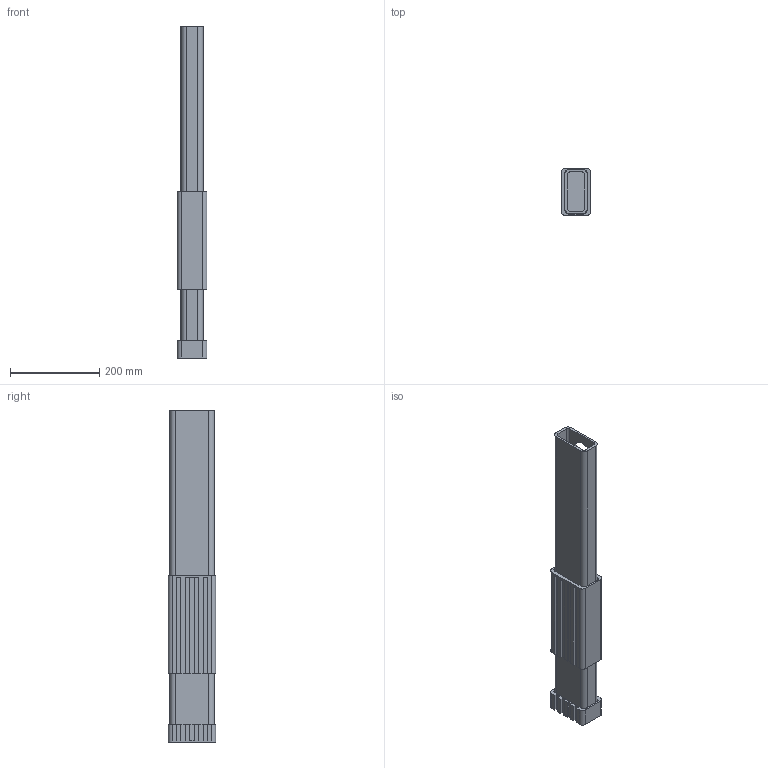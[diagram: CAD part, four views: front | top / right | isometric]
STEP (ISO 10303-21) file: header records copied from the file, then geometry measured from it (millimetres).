
FILE_DESCRIPTION(/* description */ (''),/* implementation_level */ '2;1');
FILE_NAME(/* name */ 'BWC 55 light-2b Komplett innerrør for plasstøpt.stp',/* time_stamp */ '2022-05-12T14:54:10+02:00',/* author */ ('Bruker'),/* organization */ (''),/* preprocessor_version */ 'ST-DEVELOPER v18.1',/* originating_system */ 'Autodesk Inventor 2021',/* authorisation */ '');
FILE_SCHEMA (('AUTOMOTIVE_DESIGN { 1 0 10303 214 3 1 1 }'));
Length unit declared in the file: millimetre
Products named in the file (5): BWC 55 light-2b Komplett innerrør for plasstøpt; BWC 55 light-2b Innerrør plasstøpt; BWC 40-265-2-3 Skumgummi til innerrør; BWC Dempeboks L=220; BWC Dempeboks L=40
Assembly tree (4 placements, depth 2):
  BWC 55 light-2b Komplett innerrør for plasstøpt
    BWC 55 light-2b Innerrør plasstøpt
    BWC 40-265-2-3 Skumgummi til innerrør
    BWC Dempeboks L=220
    BWC Dempeboks L=40
Bounding box: 66 x 106 x 743 mm (x, y, z)
Volume: 1719486.9 mm3; surface area: 590527.1 mm2
Topology: 4 solids, 4 shells, 148 faces, 424 edges, 282 vertices
Faces by surface type: plane 112, cylinder 36
Full cylindrical faces by diameter (mm): 22 x1, 50 x1
Entity records: 5027 total; most frequent: CARTESIAN_POINT 863, ORIENTED_EDGE 848, DIRECTION 814, EDGE_CURVE 424, LINE 348, VECTOR 348, VERTEX_POINT 282, AXIS2_PLACEMENT_3D 233
